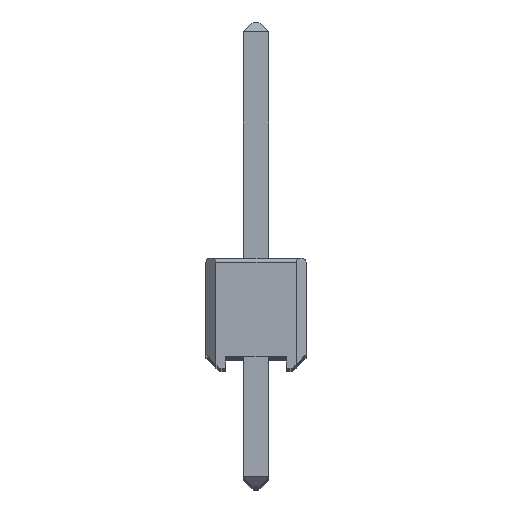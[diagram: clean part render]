
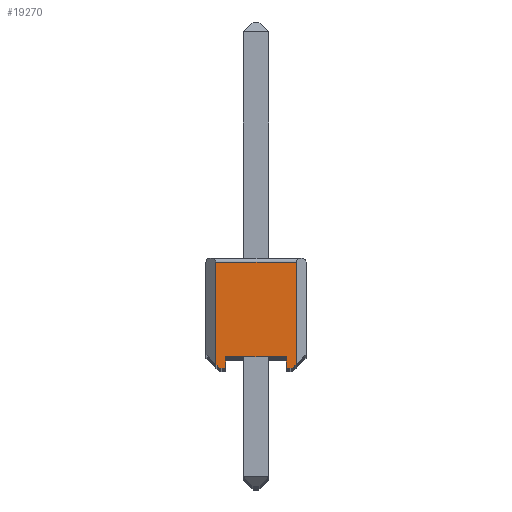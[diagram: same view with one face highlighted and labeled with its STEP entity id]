
A CAD part, top view. The second image highlights one B-rep face of the part: STEP entity #19270.
In plain terms, the highlighted planar face has unit normal (0, 0, 1).
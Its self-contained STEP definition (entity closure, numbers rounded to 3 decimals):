
#220 = DIRECTION ( 'NONE',  ( 0., 1., 0. ) ) ;
#859 = VERTEX_POINT ( 'NONE', #22674 ) ;
#1011 = LINE ( 'NONE', #5442, #32210 ) ;
#1194 = CARTESIAN_POINT ( 'NONE',  ( -0.334, -1.808, 1.27 ) ) ;
#1421 = ORIENTED_EDGE ( 'NONE', *, *, #21410, .T. ) ;
#2048 = DIRECTION ( 'NONE',  ( 0.707, -0.707, 0. ) ) ;
#3574 = VERTEX_POINT ( 'NONE', #4644 ) ;
#3633 = LINE ( 'NONE', #4211, #30825 ) ;
#4211 = CARTESIAN_POINT ( 'NONE',  ( -0.584, 0.592, 1.27 ) ) ;
#4644 = CARTESIAN_POINT ( 'NONE',  ( -0.584, -2.008, 1.27 ) ) ;
#4659 = ORIENTED_EDGE ( 'NONE', *, *, #14367, .T. ) ;
#4663 = VECTOR ( 'NONE', #18956, 1000. ) ;
#4881 = DIRECTION ( 'NONE',  ( 0., -1., 0. ) ) ;
#5245 = ORIENTED_EDGE ( 'NONE', *, *, #29888, .T. ) ;
#5359 = VECTOR ( 'NONE', #22068, 1000. ) ;
#5442 = CARTESIAN_POINT ( 'NONE',  ( 1.206, -1.808, 1.27 ) ) ;
#5452 = LINE ( 'NONE', #28029, #15650 ) ;
#6160 = VERTEX_POINT ( 'NONE', #32404 ) ;
#6434 = ORIENTED_EDGE ( 'NONE', *, *, #13459, .T. ) ;
#6757 = ORIENTED_EDGE ( 'NONE', *, *, #15142, .T. ) ;
#7105 = LINE ( 'NONE', #1194, #4663 ) ;
#7260 = VECTOR ( 'NONE', #220, 1000. ) ;
#7404 = LINE ( 'NONE', #18081, #7789 ) ;
#7755 = VERTEX_POINT ( 'NONE', #24306 ) ;
#7789 = VECTOR ( 'NONE', #12963, 1000. ) ;
#9187 = CARTESIAN_POINT ( 'NONE',  ( -0.334, -1.808, 1.27 ) ) ;
#9574 = LINE ( 'NONE', #23435, #17336 ) ;
#10019 = PLANE ( 'NONE',  #31373 ) ;
#10092 = LINE ( 'NONE', #31259, #7260 ) ;
#10433 = EDGE_CURVE ( 'NONE', #18189, #15561, #7105, .T. ) ;
#10988 = DIRECTION ( 'NONE',  ( 0., -1., 0. ) ) ;
#11281 = FACE_OUTER_BOUND ( 'NONE', #14963, .T. ) ;
#11516 = CARTESIAN_POINT ( 'NONE',  ( 1.706, -1.758, 1.27 ) ) ;
#12963 = DIRECTION ( 'NONE',  ( 1., 0., 0. ) ) ;
#13459 = EDGE_CURVE ( 'NONE', #6160, #3574, #5452, .T. ) ;
#14367 = EDGE_CURVE ( 'NONE', #7755, #859, #26535, .T. ) ;
#14864 = EDGE_CURVE ( 'NONE', #22811, #6160, #3633, .T. ) ;
#14963 = EDGE_LOOP ( 'NONE', ( #5245, #4659, #6757, #31620, #6434, #24005, #26788, #1421, #16099, #26293 ) ) ;
#15080 = VECTOR ( 'NONE', #24748, 1000. ) ;
#15142 = EDGE_CURVE ( 'NONE', #859, #22811, #10092, .T. ) ;
#15356 = LINE ( 'NONE', #20389, #25120 ) ;
#15561 = VERTEX_POINT ( 'NONE', #17945 ) ;
#15650 = VECTOR ( 'NONE', #4881, 1000. ) ;
#15652 = DIRECTION ( 'NONE',  ( 0., 1., 0. ) ) ;
#16099 = ORIENTED_EDGE ( 'NONE', *, *, #10433, .T. ) ;
#17336 = VECTOR ( 'NONE', #15652, 1000. ) ;
#17461 = EDGE_CURVE ( 'NONE', #23430, #26685, #7404, .T. ) ;
#17945 = CARTESIAN_POINT ( 'NONE',  ( 1.206, -1.808, 1.27 ) ) ;
#18081 = CARTESIAN_POINT ( 'NONE',  ( -0.834, -2.108, 1.27 ) ) ;
#18189 = VERTEX_POINT ( 'NONE', #9187 ) ;
#18956 = DIRECTION ( 'NONE',  ( 1., 0., 0. ) ) ;
#19270 = ADVANCED_FACE ( 'NONE', ( #11281 ), #10019, .F. ) ;
#20201 = CARTESIAN_POINT ( 'NONE',  ( 0., 0., 1.27 ) ) ;
#20389 = CARTESIAN_POINT ( 'NONE',  ( -0.484, -2.108, 1.27 ) ) ;
#21398 = CARTESIAN_POINT ( 'NONE',  ( -0.484, -2.108, 1.27 ) ) ;
#21410 = EDGE_CURVE ( 'NONE', #26685, #18189, #9574, .T. ) ;
#22068 = DIRECTION ( 'NONE',  ( 0.707, 0.707, 0. ) ) ;
#22285 = CARTESIAN_POINT ( 'NONE',  ( -0.334, -2.108, 1.27 ) ) ;
#22367 = DIRECTION ( 'NONE',  ( -1., 0., 0. ) ) ;
#22628 = CARTESIAN_POINT ( 'NONE',  ( 1.206, -2.108, 1.27 ) ) ;
#22674 = CARTESIAN_POINT ( 'NONE',  ( 1.456, -2.008, 1.27 ) ) ;
#22811 = VERTEX_POINT ( 'NONE', #33556 ) ;
#23430 = VERTEX_POINT ( 'NONE', #21398 ) ;
#23435 = CARTESIAN_POINT ( 'NONE',  ( -0.334, -2.108, 1.27 ) ) ;
#24005 = ORIENTED_EDGE ( 'NONE', *, *, #30506, .T. ) ;
#24306 = CARTESIAN_POINT ( 'NONE',  ( 1.356, -2.108, 1.27 ) ) ;
#24748 = DIRECTION ( 'NONE',  ( 1., 0., 0. ) ) ;
#24793 = EDGE_CURVE ( 'NONE', #15561, #29894, #1011, .T. ) ;
#25120 = VECTOR ( 'NONE', #2048, 1000. ) ;
#26293 = ORIENTED_EDGE ( 'NONE', *, *, #24793, .T. ) ;
#26535 = LINE ( 'NONE', #11516, #5359 ) ;
#26685 = VERTEX_POINT ( 'NONE', #22285 ) ;
#26788 = ORIENTED_EDGE ( 'NONE', *, *, #17461, .T. ) ;
#27248 = LINE ( 'NONE', #22628, #15080 ) ;
#28029 = CARTESIAN_POINT ( 'NONE',  ( -0.584, 0., 1.27 ) ) ;
#29888 = EDGE_CURVE ( 'NONE', #29894, #7755, #27248, .T. ) ;
#29894 = VERTEX_POINT ( 'NONE', #32685 ) ;
#30506 = EDGE_CURVE ( 'NONE', #3574, #23430, #15356, .T. ) ;
#30745 = DIRECTION ( 'NONE',  ( 0., 0., -1. ) ) ;
#30825 = VECTOR ( 'NONE', #22367, 1000. ) ;
#31259 = CARTESIAN_POINT ( 'NONE',  ( 1.456, 0.692, 1.27 ) ) ;
#31373 = AXIS2_PLACEMENT_3D ( 'NONE', #20201, #30745, #33340 ) ;
#31620 = ORIENTED_EDGE ( 'NONE', *, *, #14864, .T. ) ;
#32210 = VECTOR ( 'NONE', #10988, 1000. ) ;
#32404 = CARTESIAN_POINT ( 'NONE',  ( -0.584, 0.592, 1.27 ) ) ;
#32685 = CARTESIAN_POINT ( 'NONE',  ( 1.206, -2.108, 1.27 ) ) ;
#33340 = DIRECTION ( 'NONE',  ( -1., 0., 0. ) ) ;
#33556 = CARTESIAN_POINT ( 'NONE',  ( 1.456, 0.592, 1.27 ) ) ;
